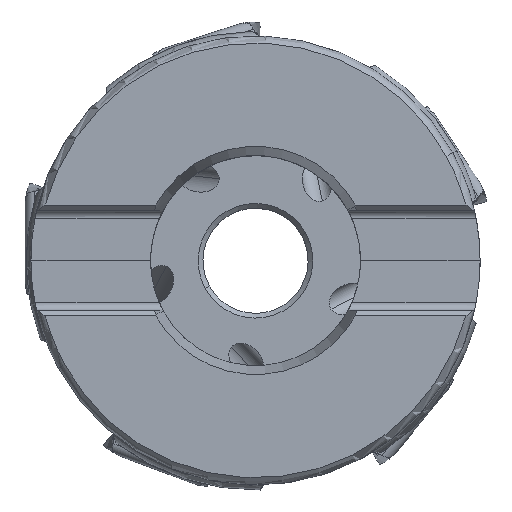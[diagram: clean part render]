
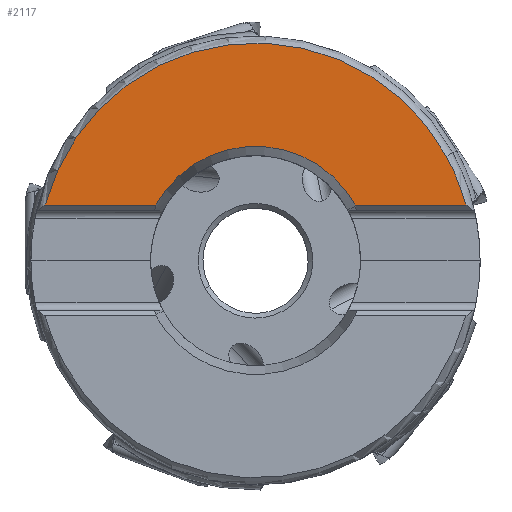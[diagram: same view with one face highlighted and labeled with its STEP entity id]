
A CAD part, top view. The second image highlights one B-rep face of the part: STEP entity #2117.
In plain terms, the highlighted planar face has unit normal (0, 0, 1).
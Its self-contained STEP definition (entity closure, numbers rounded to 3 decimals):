
#1353=FACE_OUTER_BOUND('',#2660,.T.);
#1664=LINE('',#13023,#1883);
#1666=LINE('',#13035,#1885);
#1883=VECTOR('',#8530,1.);
#1885=VECTOR('',#8534,1.);
#2117=ADVANCED_FACE('NO_CUT',(#1353),#6528,.T.);
#2660=EDGE_LOOP('',(#3663,#3664,#3665,#3666,#3667));
#3663=ORIENTED_EDGE('',*,*,#5608,.T.);
#3664=ORIENTED_EDGE('',*,*,#5609,.T.);
#3665=ORIENTED_EDGE('',*,*,#5610,.T.);
#3666=ORIENTED_EDGE('',*,*,#5605,.T.);
#3667=ORIENTED_EDGE('',*,*,#5601,.F.);
#4875=VERTEX_POINT('',#13007);
#4876=VERTEX_POINT('',#13008);
#4878=VERTEX_POINT('',#13024);
#4880=VERTEX_POINT('',#13036);
#4881=VERTEX_POINT('',#13038);
#5601=EDGE_CURVE('GENERATED CIRCLE',#4875,#4876,#6121,.T.);
#5605=EDGE_CURVE('LINE',#4878,#4876,#1664,.T.);
#5608=EDGE_CURVE('LINE',#4875,#4880,#1666,.T.);
#5609=EDGE_CURVE('GENERATED CIRCLE',#4880,#4881,#6122,.T.);
#5610=EDGE_CURVE('GENERATED CIRCLE',#4881,#4878,#6123,.T.);
#6121=CIRCLE('',#7481,11.938);
#6122=CIRCLE('',#7484,22.748);
#6123=CIRCLE('',#7485,22.748);
#6528=PLANE('',#7486);
#7481=AXIS2_PLACEMENT_3D('',#13006,#8526,#8527);
#7484=AXIS2_PLACEMENT_3D('',#13037,#8535,#8536);
#7485=AXIS2_PLACEMENT_3D('',#13039,#8537,#8538);
#7486=AXIS2_PLACEMENT_3D('',#13040,#8539,#8540);
#8526=DIRECTION('',(0.,0.,1.));
#8527=DIRECTION('',(1.,0.,0.));
#8530=DIRECTION('',(1.,0.,0.));
#8534=DIRECTION('',(1.,0.,0.));
#8535=DIRECTION('',(0.,0.,1.));
#8536=DIRECTION('',(1.,0.,0.));
#8537=DIRECTION('',(0.,0.,1.));
#8538=DIRECTION('',(1.,0.,0.));
#8539=DIRECTION('',(0.,0.,1.));
#8540=DIRECTION('',(-1.,0.,0.));
#13006=CARTESIAN_POINT('',(0.,0.,0.));
#13007=CARTESIAN_POINT('',(10.434,5.8,0.));
#13008=CARTESIAN_POINT('',(-10.434,5.8,0.));
#13023=CARTESIAN_POINT('',(-16.215,5.8,0.));
#13024=CARTESIAN_POINT('',(-21.997,5.8,0.));
#13035=CARTESIAN_POINT('',(16.215,5.8,0.));
#13036=CARTESIAN_POINT('',(21.997,5.8,0.));
#13037=CARTESIAN_POINT('',(0.,0.,0.));
#13038=CARTESIAN_POINT('',(19.964,10.906,0.));
#13039=CARTESIAN_POINT('',(0.,0.,0.));
#13040=CARTESIAN_POINT('',(-22.748,0.,0.));
